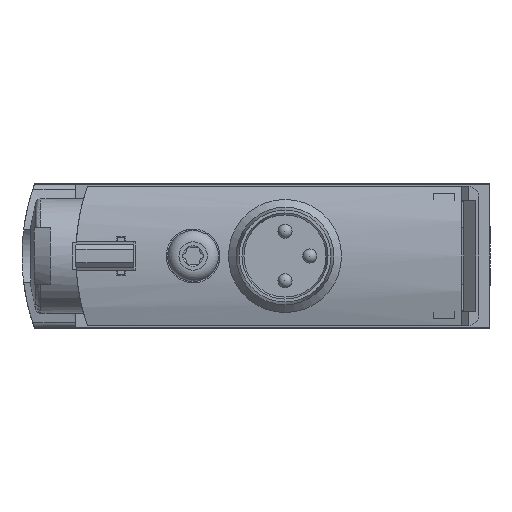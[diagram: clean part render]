
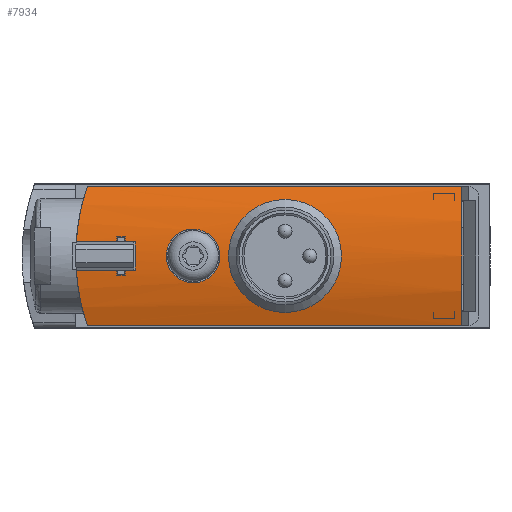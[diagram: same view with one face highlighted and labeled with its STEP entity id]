
A CAD part, left-side view. The second image highlights one B-rep face of the part: STEP entity #7934.
In plain terms, the highlighted cylindrical face has radius 15 mm (diameter 30 mm), a partial arc.
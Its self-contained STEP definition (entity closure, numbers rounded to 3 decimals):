
#503=CIRCLE('',#10139,15.);
#504=CIRCLE('',#10140,15.);
#505=CIRCLE('',#10141,15.);
#506=CIRCLE('',#10142,15.);
#507=CIRCLE('',#10143,15.);
#508=CIRCLE('',#10145,15.);
#1041=LINE('',#14108,#1844);
#1042=LINE('',#14113,#1845);
#1043=LINE('',#14117,#1846);
#1044=LINE('',#14121,#1847);
#1045=LINE('',#14125,#1848);
#1046=LINE('',#14129,#1849);
#1047=LINE('',#14133,#1850);
#1048=LINE('',#14137,#1851);
#1844=VECTOR('',#11676,1000.);
#1845=VECTOR('',#11679,1000.);
#1846=VECTOR('',#11682,1000.);
#1847=VECTOR('',#11685,1000.);
#1848=VECTOR('',#11688,1000.);
#1849=VECTOR('',#11691,1000.);
#1850=VECTOR('',#11694,1000.);
#1851=VECTOR('',#11697,1000.);
#2266=B_SPLINE_CURVE_WITH_KNOTS('',3,(#14096,#14097,#14098,#14099,#14100,
#14101,#14102,#14103,#14104,#14105,#14106),.UNSPECIFIED.,.T.,.F.,(1,1,1,
1,1,1,1,1,1,1,1,1,1,1,1),(-0.004,-0.003,-0.001,
0.,0.001,0.003,0.004,0.006,
0.007,0.009,0.01,0.012,
0.013,0.015,0.016),.UNSPECIFIED.);
#2267=B_SPLINE_CURVE_WITH_KNOTS('',3,(#14140,#14141,#14142,#14143,#14144,
#14145,#14146,#14147,#14148,#14149,#14150),.UNSPECIFIED.,.T.,.F.,(1,1,1,
1,1,1,1,1,1,1,1,1,1,1,1),(-0.008,-0.006,-0.003,
0.,0.003,0.006,0.008,0.011,
0.014,0.017,0.02,0.023,
0.025,0.028,0.031),.UNSPECIFIED.);
#3434=ORIENTED_EDGE('',*,*,#5145,.F.);
#3435=ORIENTED_EDGE('',*,*,#5146,.F.);
#3436=ORIENTED_EDGE('',*,*,#5147,.T.);
#3437=ORIENTED_EDGE('',*,*,#5148,.T.);
#3438=ORIENTED_EDGE('',*,*,#5149,.T.);
#3439=ORIENTED_EDGE('',*,*,#5150,.T.);
#3440=ORIENTED_EDGE('',*,*,#5151,.T.);
#3441=ORIENTED_EDGE('',*,*,#5152,.T.);
#3442=ORIENTED_EDGE('',*,*,#5153,.T.);
#3443=ORIENTED_EDGE('',*,*,#5154,.T.);
#3444=ORIENTED_EDGE('',*,*,#5155,.T.);
#3445=ORIENTED_EDGE('',*,*,#5156,.T.);
#3446=ORIENTED_EDGE('',*,*,#5157,.T.);
#3447=ORIENTED_EDGE('',*,*,#5158,.T.);
#3448=ORIENTED_EDGE('',*,*,#5159,.T.);
#3449=ORIENTED_EDGE('',*,*,#5160,.T.);
#3450=ORIENTED_EDGE('',*,*,#5161,.T.);
#3451=ORIENTED_EDGE('',*,*,#5162,.F.);
#5145=EDGE_CURVE('',#6105,#6105,#2266,.T.);
#5146=EDGE_CURVE('',#6106,#6107,#1041,.T.);
#5147=EDGE_CURVE('',#6106,#6108,#6510,.T.);
#5148=EDGE_CURVE('',#6108,#6109,#1042,.T.);
#5149=EDGE_CURVE('',#6109,#6110,#503,.F.);
#5150=EDGE_CURVE('',#6110,#6111,#1043,.T.);
#5151=EDGE_CURVE('',#6111,#6112,#504,.F.);
#5152=EDGE_CURVE('',#6112,#6113,#1044,.T.);
#5153=EDGE_CURVE('',#6113,#6114,#505,.F.);
#5154=EDGE_CURVE('',#6114,#6115,#1045,.F.);
#5155=EDGE_CURVE('',#6115,#6116,#506,.F.);
#5156=EDGE_CURVE('',#6116,#6117,#1046,.F.);
#5157=EDGE_CURVE('',#6117,#6118,#507,.F.);
#5158=EDGE_CURVE('',#6118,#6119,#1047,.F.);
#5159=EDGE_CURVE('',#6119,#6120,#6511,.T.);
#5160=EDGE_CURVE('',#6120,#6121,#1048,.T.);
#5161=EDGE_CURVE('',#6121,#6107,#508,.T.);
#5162=EDGE_CURVE('',#6122,#6122,#2267,.T.);
#6105=VERTEX_POINT('',#14107);
#6106=VERTEX_POINT('',#14109);
#6107=VERTEX_POINT('',#14110);
#6108=VERTEX_POINT('',#14112);
#6109=VERTEX_POINT('',#14114);
#6110=VERTEX_POINT('',#14116);
#6111=VERTEX_POINT('',#14118);
#6112=VERTEX_POINT('',#14120);
#6113=VERTEX_POINT('',#14122);
#6114=VERTEX_POINT('',#14124);
#6115=VERTEX_POINT('',#14126);
#6116=VERTEX_POINT('',#14128);
#6117=VERTEX_POINT('',#14130);
#6118=VERTEX_POINT('',#14132);
#6119=VERTEX_POINT('',#14134);
#6120=VERTEX_POINT('',#14136);
#6121=VERTEX_POINT('',#14138);
#6122=VERTEX_POINT('',#14151);
#6510=ELLIPSE('',#10138,21.213,15.);
#6511=ELLIPSE('',#10144,21.213,15.);
#6795=EDGE_LOOP('',(#3434));
#6796=EDGE_LOOP('',(#3435,#3436,#3437,#3438,#3439,#3440,#3441,#3442,#3443,
#3444,#3445,#3446,#3447,#3448,#3449,#3450));
#6797=EDGE_LOOP('',(#3451));
#7336=FACE_BOUND('',#6795,.T.);
#7337=FACE_BOUND('',#6796,.T.);
#7338=FACE_BOUND('',#6797,.T.);
#7645=CYLINDRICAL_SURFACE('',#10137,15.);
#7934=ADVANCED_FACE('',(#7336,#7337,#7338),#7645,.T.);
#10137=AXIS2_PLACEMENT_3D('',#14095,#11674,#11675);
#10138=AXIS2_PLACEMENT_3D('',#14111,#11677,#11678);
#10139=AXIS2_PLACEMENT_3D('',#14115,#11680,#11681);
#10140=AXIS2_PLACEMENT_3D('',#14119,#11683,#11684);
#10141=AXIS2_PLACEMENT_3D('',#14123,#11686,#11687);
#10142=AXIS2_PLACEMENT_3D('',#14127,#11689,#11690);
#10143=AXIS2_PLACEMENT_3D('',#14131,#11692,#11693);
#10144=AXIS2_PLACEMENT_3D('',#14135,#11695,#11696);
#10145=AXIS2_PLACEMENT_3D('',#14139,#11698,#11699);
#11674=DIRECTION('',(0.,-1.,0.));
#11675=DIRECTION('',(0.,0.,-1.));
#11676=DIRECTION('',(0.,-1.,0.));
#11677=DIRECTION('',(0.707,-0.707,0.));
#11678=DIRECTION('',(-0.707,-0.707,0.));
#11679=DIRECTION('',(0.,-1.,0.));
#11680=DIRECTION('',(0.,-1.,0.));
#11681=DIRECTION('',(0.,0.,-1.));
#11682=DIRECTION('',(0.,-1.,0.));
#11683=DIRECTION('',(0.,1.,0.));
#11684=DIRECTION('',(0.,0.,1.));
#11685=DIRECTION('',(0.,-1.,0.));
#11686=DIRECTION('',(0.,1.,0.));
#11687=DIRECTION('',(0.,0.,1.));
#11688=DIRECTION('',(0.,-1.,0.));
#11689=DIRECTION('',(0.,1.,0.));
#11690=DIRECTION('',(0.,0.,1.));
#11691=DIRECTION('',(0.,-1.,0.));
#11692=DIRECTION('',(0.,-1.,0.));
#11693=DIRECTION('',(0.,0.,-1.));
#11694=DIRECTION('',(0.,-1.,0.));
#11695=DIRECTION('',(0.707,-0.707,0.));
#11696=DIRECTION('',(-0.707,-0.707,0.));
#11697=DIRECTION('',(0.,-1.,0.));
#11698=DIRECTION('',(0.,1.,0.));
#11699=DIRECTION('',(1.,0.,0.));
#14095=CARTESIAN_POINT('',(-5.1,27.5,0.));
#14096=CARTESIAN_POINT('',(9.84,17.509,-1.488));
#14097=CARTESIAN_POINT('',(9.749,19.,-2.106));
#14098=CARTESIAN_POINT('',(9.84,20.489,-1.488));
#14099=CARTESIAN_POINT('',(9.93,21.105,-0.002));
#14100=CARTESIAN_POINT('',(9.84,20.49,1.489));
#14101=CARTESIAN_POINT('',(9.749,19.,2.105));
#14102=CARTESIAN_POINT('',(9.84,17.513,1.49));
#14103=CARTESIAN_POINT('',(9.93,16.894,0.002));
#14104=CARTESIAN_POINT('',(9.84,17.509,-1.488));
#14105=CARTESIAN_POINT('',(9.749,19.,-2.106));
#14106=CARTESIAN_POINT('',(9.84,20.489,-1.488));
#14107=CARTESIAN_POINT('',(9.779,19.,-1.9));
#14108=CARTESIAN_POINT('',(9.077,27.5,-4.9));
#14109=CARTESIAN_POINT('',(9.077,26.477,-4.9));
#14110=CARTESIAN_POINT('',(9.077,0.,-4.9));
#14111=CARTESIAN_POINT('',(-5.1,12.3,0.));
#14112=CARTESIAN_POINT('',(9.867,27.267,-1.));
#14113=CARTESIAN_POINT('',(9.867,27.5,-1.));
#14114=CARTESIAN_POINT('',(9.867,24.4,-1.));
#14115=CARTESIAN_POINT('',(-5.1,24.4,0.));
#14116=CARTESIAN_POINT('',(9.839,24.4,-1.35));
#14117=CARTESIAN_POINT('',(9.839,27.5,-1.35));
#14118=CARTESIAN_POINT('',(9.839,23.8,-1.35));
#14119=CARTESIAN_POINT('',(-5.1,23.8,0.));
#14120=CARTESIAN_POINT('',(9.867,23.8,-1.));
#14121=CARTESIAN_POINT('',(9.867,27.5,-1.));
#14122=CARTESIAN_POINT('',(9.867,23.1,-1.));
#14123=CARTESIAN_POINT('',(-5.1,23.1,0.));
#14124=CARTESIAN_POINT('',(9.867,23.1,1.));
#14125=CARTESIAN_POINT('',(9.867,27.5,1.));
#14126=CARTESIAN_POINT('',(9.867,23.8,1.));
#14127=CARTESIAN_POINT('',(-5.1,23.8,0.));
#14128=CARTESIAN_POINT('',(9.839,23.8,1.35));
#14129=CARTESIAN_POINT('',(9.839,27.5,1.35));
#14130=CARTESIAN_POINT('',(9.839,24.4,1.35));
#14131=CARTESIAN_POINT('',(-5.1,24.4,0.));
#14132=CARTESIAN_POINT('',(9.867,24.4,1.));
#14133=CARTESIAN_POINT('',(9.867,27.5,1.));
#14134=CARTESIAN_POINT('',(9.867,27.267,1.));
#14135=CARTESIAN_POINT('',(-5.1,12.3,0.));
#14136=CARTESIAN_POINT('',(9.077,26.477,4.9));
#14137=CARTESIAN_POINT('',(9.077,27.5,4.9));
#14138=CARTESIAN_POINT('',(9.077,0.,4.9));
#14139=CARTESIAN_POINT('',(-5.1,0.,0.));
#14140=CARTESIAN_POINT('',(9.684,15.324,2.819));
#14141=CARTESIAN_POINT('',(9.35,12.499,3.99));
#14142=CARTESIAN_POINT('',(9.684,9.679,2.819));
#14143=CARTESIAN_POINT('',(10.008,8.511,0.004));
#14144=CARTESIAN_POINT('',(9.684,9.679,-2.822));
#14145=CARTESIAN_POINT('',(9.351,12.498,-3.988));
#14146=CARTESIAN_POINT('',(9.683,15.318,-2.824));
#14147=CARTESIAN_POINT('',(10.008,16.49,-0.002));
#14148=CARTESIAN_POINT('',(9.684,15.324,2.819));
#14149=CARTESIAN_POINT('',(9.35,12.499,3.99));
#14150=CARTESIAN_POINT('',(9.684,9.679,2.819));
#14151=CARTESIAN_POINT('',(9.462,12.5,3.6));
